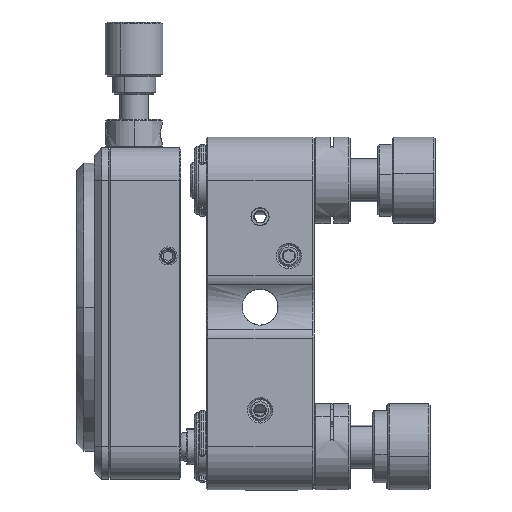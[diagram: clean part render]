
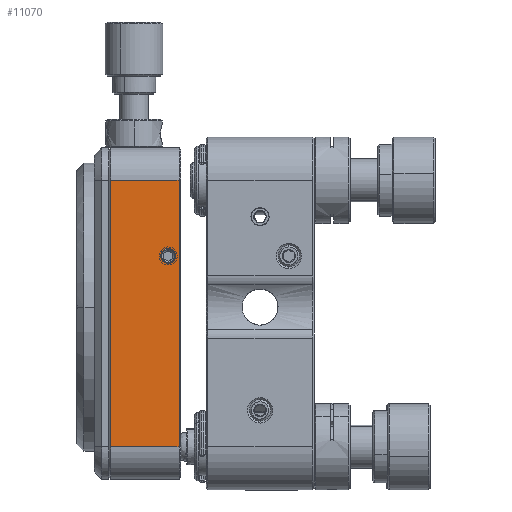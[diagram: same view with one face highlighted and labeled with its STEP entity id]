
A CAD part, front view. The second image highlights one B-rep face of the part: STEP entity #11070.
In plain terms, the highlighted planar face has unit normal (0, -1, 0).
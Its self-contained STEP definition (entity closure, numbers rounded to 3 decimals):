
#182 = CARTESIAN_POINT ( 'NONE',  ( -11.925, -23., 7.375 ) ) ;
#229 = CARTESIAN_POINT ( 'NONE',  ( -21.701, -23., 18.5 ) ) ;
#295 = EDGE_LOOP ( 'NONE', ( #11268, #17567, #34851, #36790 ) ) ;
#443 = LINE ( 'NONE', #229, #10487 ) ;
#618 = CARTESIAN_POINT ( 'NONE',  ( -13.575, -23., 8.625 ) ) ;
#724 = DIRECTION ( 'NONE',  ( 0., 0., 1. ) ) ;
#952 = DIRECTION ( 'NONE',  ( 1., 0., 0. ) ) ;
#1030 = CARTESIAN_POINT ( 'NONE',  ( -13.375, -23., 8.825 ) ) ;
#2610 = CARTESIAN_POINT ( 'NONE',  ( -12.75, -23., 6.975 ) ) ;
#2655 = FACE_BOUND ( 'NONE', #30124, .T. ) ;
#2733 = CARTESIAN_POINT ( 'NONE',  ( -11.725, -23., 7.879 ) ) ;
#2946 = CARTESIAN_POINT ( 'NONE',  ( -12.247, -23., 7.097 ) ) ;
#3284 = VECTOR ( 'NONE', #724, 1000. ) ;
#3415 = CARTESIAN_POINT ( 'NONE',  ( -20.75, -23., -18.5 ) ) ;
#4007 = CARTESIAN_POINT ( 'NONE',  ( -13.001, -23., 9.003 ) ) ;
#4217 = CARTESIAN_POINT ( 'NONE',  ( -13.753, -23., 8.251 ) ) ;
#5482 = CARTESIAN_POINT ( 'NONE',  ( -12.629, -23., 6.975 ) ) ;
#5871 = B_SPLINE_CURVE_WITH_KNOTS ( 'NONE', 3,
 ( #29686, #10579, #4007, #6973, #1030, #618, #17367, #4217, #26719, #30315, #20785, #10791, #36040, #17587, #27137, #23537, #23134, #23969 ),
 .UNSPECIFIED., .F., .F.,
 ( 4, 2, 2, 2, 2, 2, 2, 2, 4 ),
 ( -3.22, -2.818, -2.415, -2.013, -1.61, -1.208, -0.805, -0.403, 0. ),
 .UNSPECIFIED. ) ;
#6254 = FACE_OUTER_BOUND ( 'NONE', #295, .T. ) ;
#6324 = CARTESIAN_POINT ( 'NONE',  ( -12.247, -23., 8.903 ) ) ;
#6973 = CARTESIAN_POINT ( 'NONE',  ( -13.253, -23., 8.903 ) ) ;
#8685 = VERTEX_POINT ( 'NONE', #15816 ) ;
#8764 = CARTESIAN_POINT ( 'NONE',  ( -21.701, -23., -18.5 ) ) ;
#8905 = VERTEX_POINT ( 'NONE', #2610 ) ;
#9937 = CARTESIAN_POINT ( 'NONE',  ( -12.75, -23., 9.025 ) ) ;
#9989 = DIRECTION ( 'NONE',  ( 1., 0., 0. ) ) ;
#10487 = VECTOR ( 'NONE', #9989, 1000. ) ;
#10579 = CARTESIAN_POINT ( 'NONE',  ( -12.871, -23., 9.025 ) ) ;
#10791 = CARTESIAN_POINT ( 'NONE',  ( -13.653, -23., 7.497 ) ) ;
#11070 = ADVANCED_FACE ( 'NONE', ( #6254, #2655 ), #21985, .T. ) ;
#11268 = ORIENTED_EDGE ( 'NONE', *, *, #26445, .F. ) ;
#11944 = DIRECTION ( 'NONE',  ( -1., 0., 0. ) ) ;
#12036 = CARTESIAN_POINT ( 'NONE',  ( -11.25, -23., 22.201 ) ) ;
#12695 = CARTESIAN_POINT ( 'NONE',  ( -12.499, -23., 6.997 ) ) ;
#13116 = CARTESIAN_POINT ( 'NONE',  ( -12.125, -23., 8.825 ) ) ;
#15603 = CARTESIAN_POINT ( 'NONE',  ( -21.701, -23., -22.201 ) ) ;
#15816 = CARTESIAN_POINT ( 'NONE',  ( -12.75, -23., 9.025 ) ) ;
#17367 = CARTESIAN_POINT ( 'NONE',  ( -13.653, -23., 8.503 ) ) ;
#17567 = ORIENTED_EDGE ( 'NONE', *, *, #24790, .F. ) ;
#17587 = CARTESIAN_POINT ( 'NONE',  ( -13.375, -23., 7.175 ) ) ;
#18519 = EDGE_CURVE ( 'NONE', #28504, #32056, #28086, .T. ) ;
#19298 = CARTESIAN_POINT ( 'NONE',  ( -11.747, -23., 8.251 ) ) ;
#19519 = CARTESIAN_POINT ( 'NONE',  ( -11.925, -23., 8.625 ) ) ;
#19854 = CARTESIAN_POINT ( 'NONE',  ( -20.75, -23., 18.5 ) ) ;
#20051 = LINE ( 'NONE', #25406, #3284 ) ;
#20785 = CARTESIAN_POINT ( 'NONE',  ( -13.753, -23., 7.749 ) ) ;
#21985 = PLANE ( 'NONE',  #23404 ) ;
#22249 = DIRECTION ( 'NONE',  ( 0., 0., -1. ) ) ;
#23134 = CARTESIAN_POINT ( 'NONE',  ( -12.871, -23., 6.975 ) ) ;
#23404 = AXIS2_PLACEMENT_3D ( 'NONE', #15603, #28545, #952 ) ;
#23537 = CARTESIAN_POINT ( 'NONE',  ( -13.001, -23., 6.997 ) ) ;
#23969 = CARTESIAN_POINT ( 'NONE',  ( -12.75, -23., 6.975 ) ) ;
#24790 = EDGE_CURVE ( 'NONE', #32056, #39618, #20051, .T. ) ;
#25406 = CARTESIAN_POINT ( 'NONE',  ( -20.75, -23., -22.201 ) ) ;
#26089 = CARTESIAN_POINT ( 'NONE',  ( -12.629, -23., 9.025 ) ) ;
#26445 = EDGE_CURVE ( 'NONE', #39618, #34523, #443, .T. ) ;
#26719 = CARTESIAN_POINT ( 'NONE',  ( -13.775, -23., 8.121 ) ) ;
#27137 = CARTESIAN_POINT ( 'NONE',  ( -13.253, -23., 7.097 ) ) ;
#28086 = LINE ( 'NONE', #8764, #35745 ) ;
#28504 = VERTEX_POINT ( 'NONE', #36290 ) ;
#28545 = DIRECTION ( 'NONE',  ( 0., -1., 0. ) ) ;
#28665 = EDGE_CURVE ( 'NONE', #8905, #8685, #29369, .T. ) ;
#29267 = CARTESIAN_POINT ( 'NONE',  ( -12.499, -23., 9.003 ) ) ;
#29369 = B_SPLINE_CURVE_WITH_KNOTS ( 'NONE', 3,
 ( #37537, #5482, #12695, #2946, #35188, #182, #39003, #38371, #2733, #32450, #19298, #41996, #19519, #13116, #6324, #29267, #26089, #9937 ),
 .UNSPECIFIED., .F., .F.,
 ( 4, 2, 2, 2, 2, 2, 2, 2, 4 ),
 ( -3.22, -2.818, -2.415, -2.013, -1.61, -1.208, -0.805, -0.403, 0. ),
 .UNSPECIFIED. ) ;
#29686 = CARTESIAN_POINT ( 'NONE',  ( -12.75, -23., 9.025 ) ) ;
#30124 = EDGE_LOOP ( 'NONE', ( #35211, #30285 ) ) ;
#30285 = ORIENTED_EDGE ( 'NONE', *, *, #28665, .F. ) ;
#30315 = CARTESIAN_POINT ( 'NONE',  ( -13.775, -23., 7.879 ) ) ;
#31771 = LINE ( 'NONE', #12036, #35172 ) ;
#32056 = VERTEX_POINT ( 'NONE', #3415 ) ;
#32299 = EDGE_CURVE ( 'NONE', #34523, #28504, #31771, .T. ) ;
#32450 = CARTESIAN_POINT ( 'NONE',  ( -11.725, -23., 8.121 ) ) ;
#34523 = VERTEX_POINT ( 'NONE', #39862 ) ;
#34851 = ORIENTED_EDGE ( 'NONE', *, *, #18519, .F. ) ;
#35172 = VECTOR ( 'NONE', #22249, 1000. ) ;
#35188 = CARTESIAN_POINT ( 'NONE',  ( -12.125, -23., 7.175 ) ) ;
#35211 = ORIENTED_EDGE ( 'NONE', *, *, #41719, .F. ) ;
#35745 = VECTOR ( 'NONE', #11944, 1000. ) ;
#36040 = CARTESIAN_POINT ( 'NONE',  ( -13.575, -23., 7.375 ) ) ;
#36290 = CARTESIAN_POINT ( 'NONE',  ( -11.25, -23., -18.5 ) ) ;
#36790 = ORIENTED_EDGE ( 'NONE', *, *, #32299, .F. ) ;
#37537 = CARTESIAN_POINT ( 'NONE',  ( -12.75, -23., 6.975 ) ) ;
#38371 = CARTESIAN_POINT ( 'NONE',  ( -11.747, -23., 7.749 ) ) ;
#39003 = CARTESIAN_POINT ( 'NONE',  ( -11.847, -23., 7.497 ) ) ;
#39618 = VERTEX_POINT ( 'NONE', #19854 ) ;
#39862 = CARTESIAN_POINT ( 'NONE',  ( -11.25, -23., 18.5 ) ) ;
#41719 = EDGE_CURVE ( 'NONE', #8685, #8905, #5871, .T. ) ;
#41996 = CARTESIAN_POINT ( 'NONE',  ( -11.847, -23., 8.503 ) ) ;
